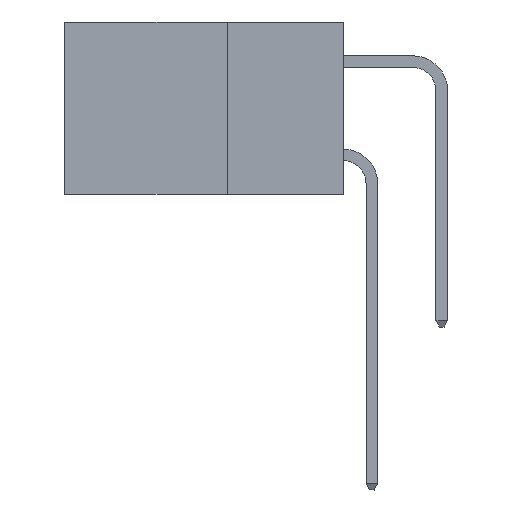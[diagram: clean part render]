
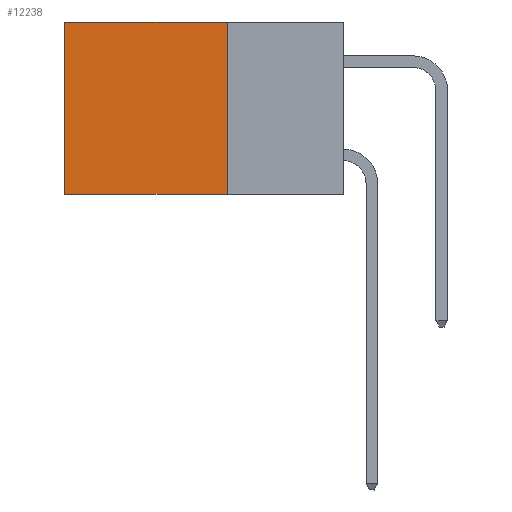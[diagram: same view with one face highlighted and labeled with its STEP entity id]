
A CAD part, left-side view. The second image highlights one B-rep face of the part: STEP entity #12238.
In plain terms, the highlighted planar face has unit normal (-1, 0, 0).
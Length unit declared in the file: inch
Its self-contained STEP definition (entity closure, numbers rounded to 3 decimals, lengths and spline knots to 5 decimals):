
#199 = ORIENTED_EDGE ( 'NONE', *, *, #21274, .F. ) ;
#1921 = CARTESIAN_POINT ( 'NONE',  ( 0.298, 0.6, -0.37 ) ) ;
#3072 = EDGE_CURVE ( 'NONE', #7728, #25685, #15685, .T. ) ;
#4898 = DIRECTION ( 'NONE',  ( 0., 0., -1. ) ) ;
#5279 = CARTESIAN_POINT ( 'NONE',  ( 0.298, 0.25, 0. ) ) ;
#6167 = VECTOR ( 'NONE', #15640, 39.37008 ) ;
#7303 = LINE ( 'NONE', #27583, #17258 ) ;
#7728 = VERTEX_POINT ( 'NONE', #23670 ) ;
#8044 = DIRECTION ( 'NONE',  ( 0., 1., 0. ) ) ;
#8583 = CARTESIAN_POINT ( 'NONE',  ( 0.298, 0.25, -0.37 ) ) ;
#9483 = VERTEX_POINT ( 'NONE', #8583 ) ;
#10895 = CARTESIAN_POINT ( 'NONE',  ( 0.298, 0.25, -0.37 ) ) ;
#12238 = ADVANCED_FACE ( 'NONE', ( #32622 ), #29006, .F. ) ;
#13581 = VECTOR ( 'NONE', #4898, 39.37008 ) ;
#13807 = VERTEX_POINT ( 'NONE', #29852 ) ;
#15640 = DIRECTION ( 'NONE',  ( 0., 0., -1. ) ) ;
#15685 = LINE ( 'NONE', #25930, #6167 ) ;
#16267 = VECTOR ( 'NONE', #8044, 39.37008 ) ;
#16738 = DIRECTION ( 'NONE',  ( 0., 1., 0. ) ) ;
#17258 = VECTOR ( 'NONE', #16738, 39.37008 ) ;
#19606 = ORIENTED_EDGE ( 'NONE', *, *, #26478, .T. ) ;
#20765 = CARTESIAN_POINT ( 'NONE',  ( 0.298, 0.25, 0. ) ) ;
#20806 = DIRECTION ( 'NONE',  ( 1., 0., 0. ) ) ;
#21274 = EDGE_CURVE ( 'NONE', #9483, #25685, #23310, .T. ) ;
#23310 = LINE ( 'NONE', #10895, #16267 ) ;
#23670 = CARTESIAN_POINT ( 'NONE',  ( 0.298, 0.6, 0. ) ) ;
#24642 = ORIENTED_EDGE ( 'NONE', *, *, #3072, .T. ) ;
#24732 = EDGE_LOOP ( 'NONE', ( #24642, #199, #28890, #19606 ) ) ;
#25374 = EDGE_CURVE ( 'NONE', #13807, #9483, #27638, .T. ) ;
#25685 = VERTEX_POINT ( 'NONE', #1921 ) ;
#25930 = CARTESIAN_POINT ( 'NONE',  ( 0.298, 0.6, 0. ) ) ;
#26478 = EDGE_CURVE ( 'NONE', #13807, #7728, #7303, .T. ) ;
#27583 = CARTESIAN_POINT ( 'NONE',  ( 0.298, 0.25, 0. ) ) ;
#27638 = LINE ( 'NONE', #20765, #13581 ) ;
#28890 = ORIENTED_EDGE ( 'NONE', *, *, #25374, .F. ) ;
#28893 = DIRECTION ( 'NONE',  ( 0., 0., -1. ) ) ;
#29006 = PLANE ( 'NONE',  #32460 ) ;
#29852 = CARTESIAN_POINT ( 'NONE',  ( 0.298, 0.25, 0. ) ) ;
#32460 = AXIS2_PLACEMENT_3D ( 'NONE', #5279, #20806, #28893 ) ;
#32622 = FACE_OUTER_BOUND ( 'NONE', #24732, .T. ) ;
